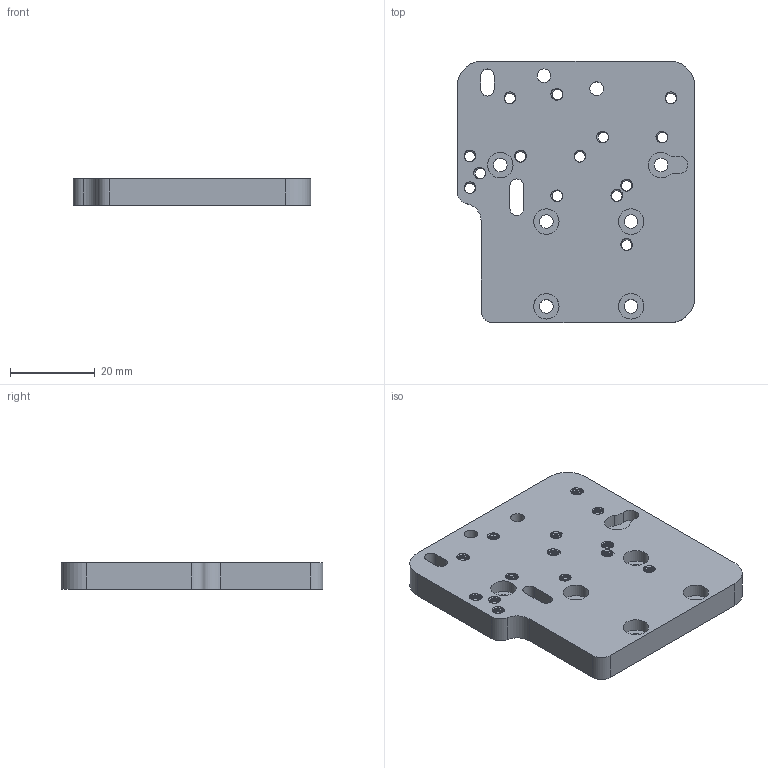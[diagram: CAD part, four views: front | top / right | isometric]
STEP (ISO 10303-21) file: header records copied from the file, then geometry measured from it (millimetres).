
FILE_DESCRIPTION(/* description */ (''),/* implementation_level */ '2;1');
FILE_NAME(/* name */ 'Standard-XCarriage_V5_.250_6061.step',/* time_stamp */ '2023-01-31T19:20:09-05:00',/* author */ (''),/* organization */ (''),/* preprocessor_version */ 'ST-DEVELOPER v19.2',/* originating_system */ 'Autodesk Translation Framework v11.17.0.187',/* authorisation */ '');
FILE_SCHEMA (('AUTOMOTIVE_DESIGN { 1 0 10303 214 3 1 1 }'));
Products named in the file (1): Standard-XCarriage
Bounding box: 56.09 x 61.81 x 6.35 mm (x, y, z)
Volume: 19245.6 mm3; surface area: 9808.6 mm2
Topology: 1 solids, 1 shells, 464 faces, 1368 edges, 912 vertices
Faces by surface type: cylinder 419, bspline 28, plane 17
Full cylindrical faces by diameter (mm): 2.529 x98, 3.086 x42, 3.2 x8, 6 x5
Entity records: 38674 total; most frequent: CARTESIAN_POINT 27763, ORIENTED_EDGE 2736, DIRECTION 1540, EDGE_CURVE 1368, VERTEX_POINT 912, B_SPLINE_CURVE_WITH_KNOTS 826, AXIS2_PLACEMENT_3D 561, EDGE_LOOP 518
